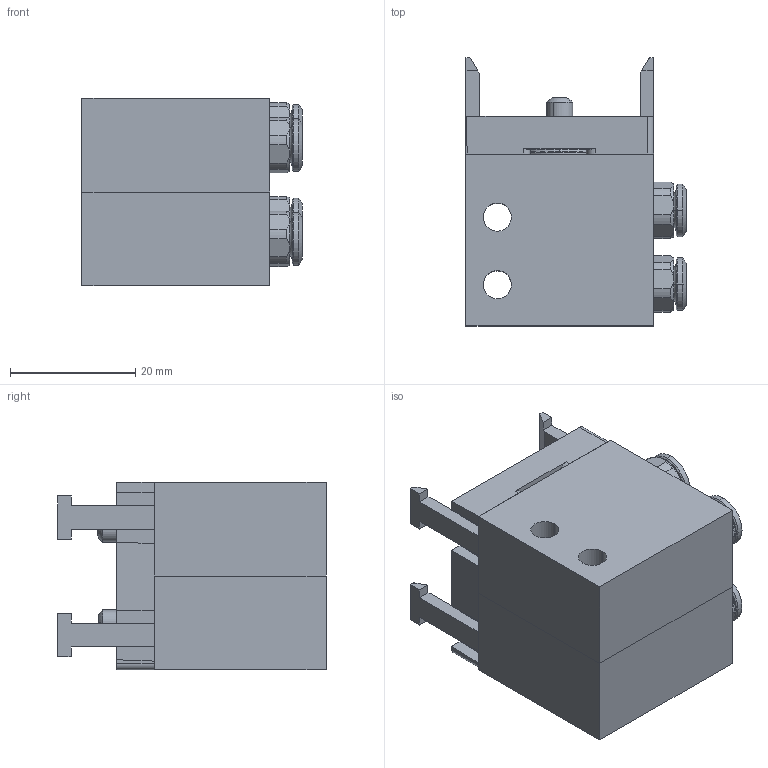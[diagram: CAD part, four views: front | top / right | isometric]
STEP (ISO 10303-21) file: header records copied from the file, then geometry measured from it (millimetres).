
FILE_DESCRIPTION (( 'STEP AP214' ), '1' );
FILE_NAME ('08_068_4.STEP', '2016-01-08T10:40:42', ( '' ), ( '' ), 'SwSTEP 2.0', 'SolidWorks 2016', '' );
FILE_SCHEMA (( 'AUTOMOTIVE_DESIGN' ));
Length unit declared in the file: millimetre
Products named in the file (1): 08_068_4
Bounding box: 35.2 x 42.9 x 30 mm (x, y, z)
Volume: 30504.8 mm3; surface area: 14817.4 mm2
Topology: 11 solids, 11 shells, 720 faces, 1791 edges, 1112 vertices
Faces by surface type: plane 297, cone 186, cylinder 165, torus 52, bspline 16, sphere 4
Entity records: 23475 total; most frequent: CARTESIAN_POINT 4768, DIRECTION 3793, ORIENTED_EDGE 3566, EDGE_CURVE 1783, AXIS2_PLACEMENT_3D 1461, VERTEX_POINT 1112, LINE 871, VECTOR 871
